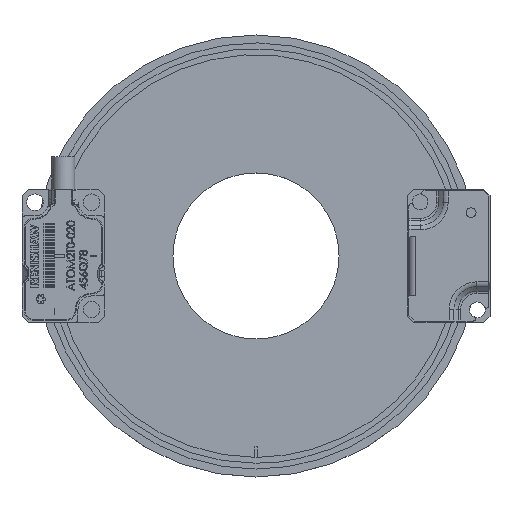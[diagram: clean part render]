
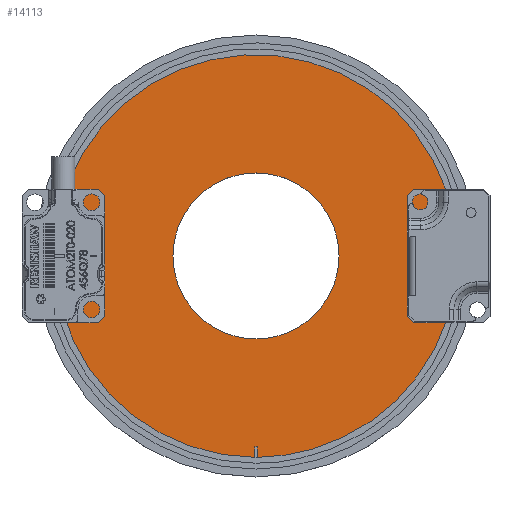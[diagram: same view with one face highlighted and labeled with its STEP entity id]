
A CAD part, top view. The second image highlights one B-rep face of the part: STEP entity #14113.
In plain terms, the highlighted planar face has unit normal (0, 0, 1).
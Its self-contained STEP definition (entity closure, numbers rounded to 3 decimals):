
#14113=ADVANCED_FACE('',(#19264,#19265),#16231,.T.);
#16231=PLANE('',#43219);
#17962=B_SPLINE_CURVE_WITH_KNOTS('',3,(#54998,#54999,#55000,#55001),.UNSPECIFIED.,
 .F.,.F.,(4,4),(0.,1.),.UNSPECIFIED.);
#17963=B_SPLINE_CURVE_WITH_KNOTS('',3,(#55003,#55004,#55005,#55006),.UNSPECIFIED.,
 .F.,.F.,(4,4),(0.,1.),.UNSPECIFIED.);
#17964=B_SPLINE_CURVE_WITH_KNOTS('',3,(#55008,#55009,#55010,#55011),.UNSPECIFIED.,
 .F.,.F.,(4,4),(0.,1.),.UNSPECIFIED.);
#17966=B_SPLINE_CURVE_WITH_KNOTS('',3,(#55039,#55040,#55041,#55042,#55043,
#55044,#55045,#55046,#55047,#55048,#55049,#55050,#55051,#55052,#55053,#55054,
#55055,#55056),.UNSPECIFIED.,.F.,.F.,(4,2,2,2,2,2,2,2,4),(0.,0.125,0.25,
0.375,0.5,0.625,0.75,0.875,1.),.UNSPECIFIED.);
#19264=FACE_BOUND('',#19483,.T.);
#19265=FACE_BOUND('',#19484,.T.);
#19483=EDGE_LOOP('',(#21750,#21751,#21752,#21753));
#19484=EDGE_LOOP('',(#21754));
#21750=ORIENTED_EDGE('',*,*,#36953,.F.);
#21751=ORIENTED_EDGE('',*,*,#36957,.F.);
#21752=ORIENTED_EDGE('',*,*,#36955,.F.);
#21753=ORIENTED_EDGE('',*,*,#36954,.F.);
#21754=ORIENTED_EDGE('',*,*,#36961,.F.);
#33166=VERTEX_POINT('',#54996);
#33167=VERTEX_POINT('',#54997);
#33168=VERTEX_POINT('',#55002);
#33169=VERTEX_POINT('',#55007);
#33174=VERTEX_POINT('',#55092);
#36953=EDGE_CURVE('',#33166,#33168,#17962,.T.);
#36954=EDGE_CURVE('',#33168,#33169,#17963,.T.);
#36955=EDGE_CURVE('',#33169,#33167,#17964,.T.);
#36957=EDGE_CURVE('',#33167,#33166,#17966,.T.);
#36961=EDGE_CURVE('',#33174,#33174,#42669,.T.);
#42669=CIRCLE('',#43216,12.75);
#43216=AXIS2_PLACEMENT_3D('',#55091,#45796,#45797);
#43219=AXIS2_PLACEMENT_3D('',#55095,#45802,#45803);
#45796=DIRECTION('',(0.,0.,1.));
#45797=DIRECTION('',(0.,-1.,0.));
#45802=DIRECTION('',(0.,0.,1.));
#45803=DIRECTION('',(1.,0.,0.));
#54996=CARTESIAN_POINT('',(0.175,-30.931,0.));
#54997=CARTESIAN_POINT('',(-0.175,-30.931,0.));
#54998=CARTESIAN_POINT('',(0.175,-30.931,0.));
#54999=CARTESIAN_POINT('',(0.175,-30.397,0.));
#55000=CARTESIAN_POINT('',(0.175,-29.864,0.));
#55001=CARTESIAN_POINT('',(0.175,-29.331,0.));
#55002=CARTESIAN_POINT('',(0.175,-29.331,0.));
#55003=CARTESIAN_POINT('',(0.175,-29.331,0.));
#55004=CARTESIAN_POINT('',(0.058,-29.331,0.));
#55005=CARTESIAN_POINT('',(-0.058,-29.331,0.));
#55006=CARTESIAN_POINT('',(-0.175,-29.331,0.));
#55007=CARTESIAN_POINT('',(-0.175,-29.331,0.));
#55008=CARTESIAN_POINT('',(-0.175,-29.331,0.));
#55009=CARTESIAN_POINT('',(-0.175,-29.864,0.));
#55010=CARTESIAN_POINT('',(-0.175,-30.397,0.));
#55011=CARTESIAN_POINT('',(-0.175,-30.931,0.));
#55039=CARTESIAN_POINT('',(-0.175,-30.931,0.));
#55040=CARTESIAN_POINT('',(-8.281,-30.885,0.));
#55041=CARTESIAN_POINT('',(-16.258,-27.533,0.));
#55042=CARTESIAN_POINT('',(-27.671,-16.024,0.));
#55043=CARTESIAN_POINT('',(-30.953,-8.018,0.));
#55044=CARTESIAN_POINT('',(-30.908,8.193,0.));
#55045=CARTESIAN_POINT('',(-27.58,16.178,0.));
#55046=CARTESIAN_POINT('',(-16.101,27.626,0.));
#55047=CARTESIAN_POINT('',(-8.111,30.931,0.));
#55048=CARTESIAN_POINT('',(8.111,30.931,0.));
#55049=CARTESIAN_POINT('',(16.098,27.629,0.));
#55050=CARTESIAN_POINT('',(27.583,16.176,0.));
#55051=CARTESIAN_POINT('',(30.908,8.197,0.));
#55052=CARTESIAN_POINT('',(30.954,-8.021,0.));
#55053=CARTESIAN_POINT('',(27.673,-16.021,0.));
#55054=CARTESIAN_POINT('',(16.255,-27.536,0.));
#55055=CARTESIAN_POINT('',(8.279,-30.885,0.));
#55056=CARTESIAN_POINT('',(0.175,-30.931,0.));
#55091=CARTESIAN_POINT('',(0.,0.,0.));
#55092=CARTESIAN_POINT('',(0.,-12.75,0.));
#55095=CARTESIAN_POINT('',(0.,0.,0.));
